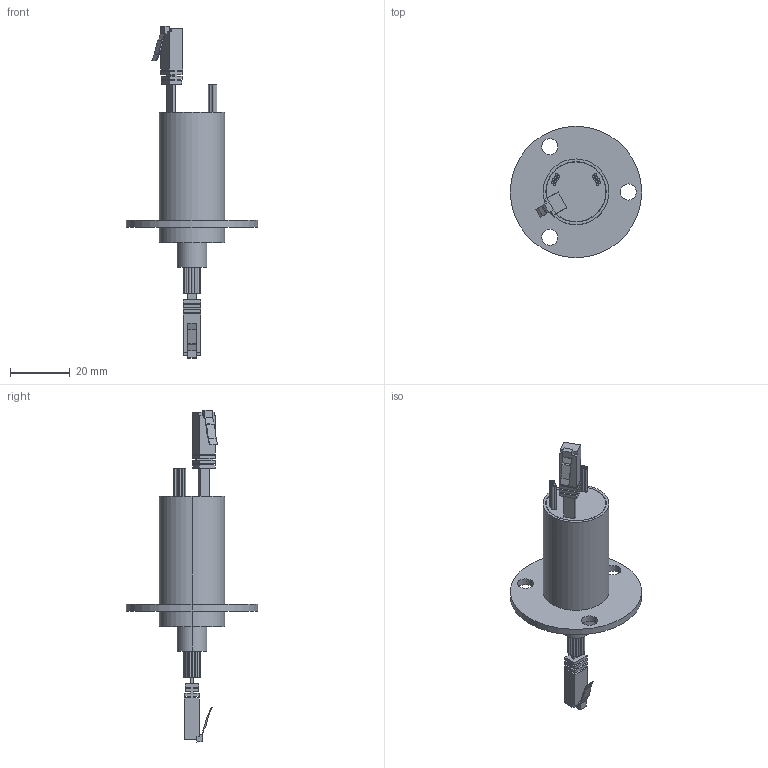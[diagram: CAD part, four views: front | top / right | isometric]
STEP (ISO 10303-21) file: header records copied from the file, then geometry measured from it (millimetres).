
FILE_DESCRIPTION(/* description */ (''),/* implementation_level */ '2;1');
FILE_NAME(/* name */ '',/* time_stamp */ '2020-07-24T19:29:57+08:00',/* author */ (''),/* organization */ (''),/* preprocessor_version */ 'ST-DEVELOPER v15',/* originating_system */ 'SIEMENS PLM Software NX 8.5',/* authorisation */ '');
FILE_SCHEMA (('AUTOMOTIVE_DESIGN { 1 0 10303 214 3 1 1 1 }'));
Length unit declared in the file: millimetre
Products named in the file (1): Admi4F30FF6Cyqug
Bounding box: 44 x 44 x 111.21 mm (x, y, z)
Volume: 20971.1 mm3; surface area: 9035.1 mm2
Topology: 1 solids, 1 shells, 228 faces, 548 edges, 364 vertices
Faces by surface type: plane 144, cylinder 84
Entity records: 6692 total; most frequent: DIRECTION 1174, CARTESIAN_POINT 1141, ORIENTED_EDGE 1096, EDGE_CURVE 548, AXIS2_PLACEMENT_3D 397, LINE 380, VECTOR 380, VERTEX_POINT 364
